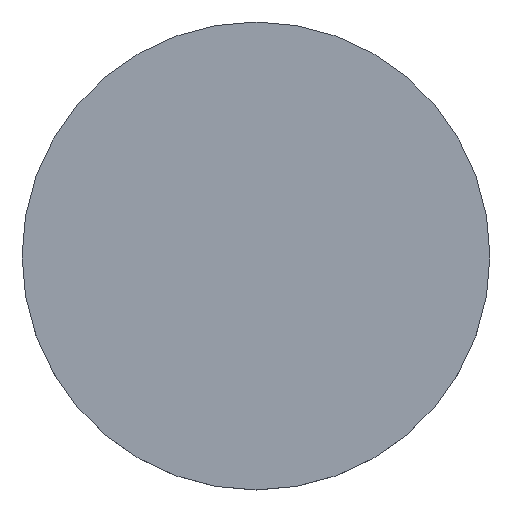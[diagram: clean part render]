
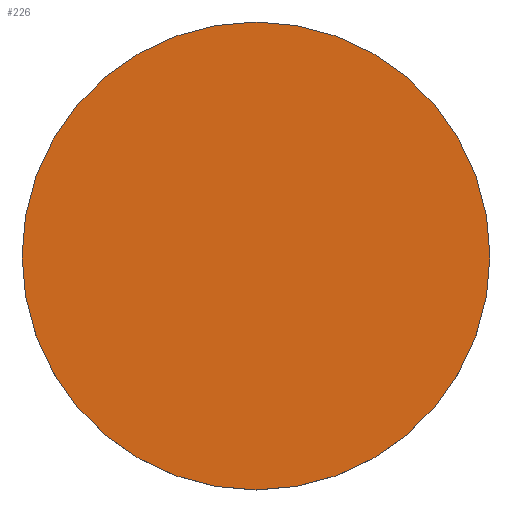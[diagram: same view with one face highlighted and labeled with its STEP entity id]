
A CAD part, top view. The second image highlights one B-rep face of the part: STEP entity #226.
In plain terms, the highlighted planar face has unit normal (0, 0, 1).
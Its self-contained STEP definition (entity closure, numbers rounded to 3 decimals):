
#32 = DIRECTION ( 'NONE',  ( 0., 0., -1. ) ) ;
#33 = EDGE_LOOP ( 'NONE', ( #197, #135 ) ) ;
#47 = DIRECTION ( 'NONE',  ( 1., 0., 0. ) ) ;
#56 = CIRCLE ( 'NONE', #166, 25.4 ) ;
#65 = DIRECTION ( 'NONE',  ( 0., 0., 1. ) ) ;
#68 = VERTEX_POINT ( 'NONE', #80 ) ;
#80 = CARTESIAN_POINT ( 'NONE',  ( 25.4, 0., 5. ) ) ;
#83 = AXIS2_PLACEMENT_3D ( 'NONE', #157, #176, #223 ) ;
#85 = PLANE ( 'NONE',  #184 ) ;
#106 = DIRECTION ( 'NONE',  ( 1., 0., 0. ) ) ;
#111 = EDGE_CURVE ( 'NONE', #234, #68, #56, .T. ) ;
#117 = EDGE_CURVE ( 'NONE', #68, #234, #194, .T. ) ;
#135 = ORIENTED_EDGE ( 'NONE', *, *, #111, .F. ) ;
#137 = CARTESIAN_POINT ( 'NONE',  ( 0., 0., 5. ) ) ;
#157 = CARTESIAN_POINT ( 'NONE',  ( 0., 0., 5. ) ) ;
#166 = AXIS2_PLACEMENT_3D ( 'NONE', #137, #32, #47 ) ;
#176 = DIRECTION ( 'NONE',  ( 0., 0., -1. ) ) ;
#184 = AXIS2_PLACEMENT_3D ( 'NONE', #212, #65, #106 ) ;
#194 = CIRCLE ( 'NONE', #83, 25.4 ) ;
#197 = ORIENTED_EDGE ( 'NONE', *, *, #117, .F. ) ;
#212 = CARTESIAN_POINT ( 'NONE',  ( 0., 52.02, 5. ) ) ;
#214 = FACE_OUTER_BOUND ( 'NONE', #33, .T. ) ;
#223 = DIRECTION ( 'NONE',  ( 1., 0., 0. ) ) ;
#226 = ADVANCED_FACE ( 'NONE', ( #214 ), #85, .T. ) ;
#230 = CARTESIAN_POINT ( 'NONE',  ( -25.4, 0., 5. ) ) ;
#234 = VERTEX_POINT ( 'NONE', #230 ) ;
